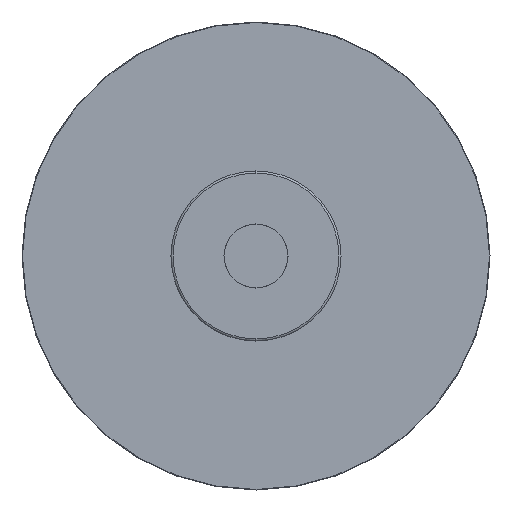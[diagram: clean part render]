
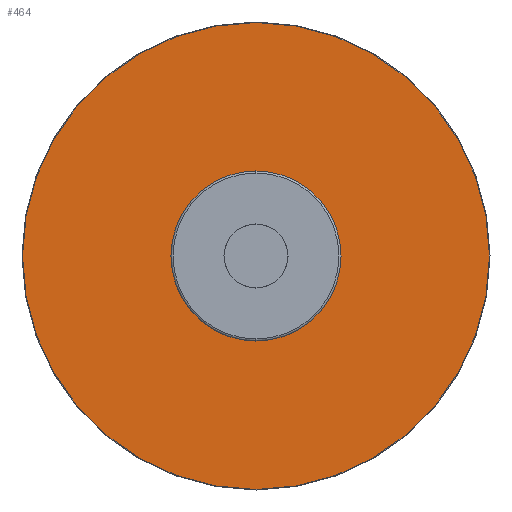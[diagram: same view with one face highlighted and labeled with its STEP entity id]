
A CAD part, front view. The second image highlights one B-rep face of the part: STEP entity #464.
In plain terms, the highlighted planar face has unit normal (0, -1, 0).
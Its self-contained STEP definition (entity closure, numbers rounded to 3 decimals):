
#2 = CIRCLE ( 'NONE', #101, 219.5 ) ;
#15 = FACE_OUTER_BOUND ( 'NONE', #584, .T. ) ;
#29 = EDGE_CURVE ( 'NONE', #560, #552, #696, .T. ) ;
#60 = EDGE_CURVE ( 'NONE', #552, #560, #2, .T. ) ;
#78 = AXIS2_PLACEMENT_3D ( 'NONE', #177, #175, #172 ) ;
#101 = AXIS2_PLACEMENT_3D ( 'NONE', #362, #361, #360 ) ;
#111 = AXIS2_PLACEMENT_3D ( 'NONE', #339, #327, #326 ) ;
#169 = CARTESIAN_POINT ( 'NONE',  ( 219.5, 397.01, 0. ) ) ;
#172 = DIRECTION ( 'NONE',  ( 1., 0., 0. ) ) ;
#175 = DIRECTION ( 'NONE',  ( 0., -1., 0. ) ) ;
#177 = CARTESIAN_POINT ( 'NONE',  ( 0., 397.01, 0. ) ) ;
#181 = CARTESIAN_POINT ( 'NONE',  ( -219.5, 397.01, 0. ) ) ;
#326 = DIRECTION ( 'NONE',  ( 1., 0., 0. ) ) ;
#327 = DIRECTION ( 'NONE',  ( 0., -1., 0. ) ) ;
#330 = PLANE ( 'NONE',  #111 ) ;
#339 = CARTESIAN_POINT ( 'NONE',  ( 0., 397.01, 0. ) ) ;
#360 = DIRECTION ( 'NONE',  ( 1., 0., 0. ) ) ;
#361 = DIRECTION ( 'NONE',  ( 0., -1., 0. ) ) ;
#362 = CARTESIAN_POINT ( 'NONE',  ( 0., 397.01, 0. ) ) ;
#464 = ADVANCED_FACE ( 'NONE', ( #15 ), #330, .T. ) ;
#552 = VERTEX_POINT ( 'NONE', #181 ) ;
#560 = VERTEX_POINT ( 'NONE', #169 ) ;
#584 = EDGE_LOOP ( 'NONE', ( #676, #675 ) ) ;
#675 = ORIENTED_EDGE ( 'NONE', *, *, #60, .T. ) ;
#676 = ORIENTED_EDGE ( 'NONE', *, *, #29, .T. ) ;
#696 = CIRCLE ( 'NONE', #78, 219.5 ) ;
